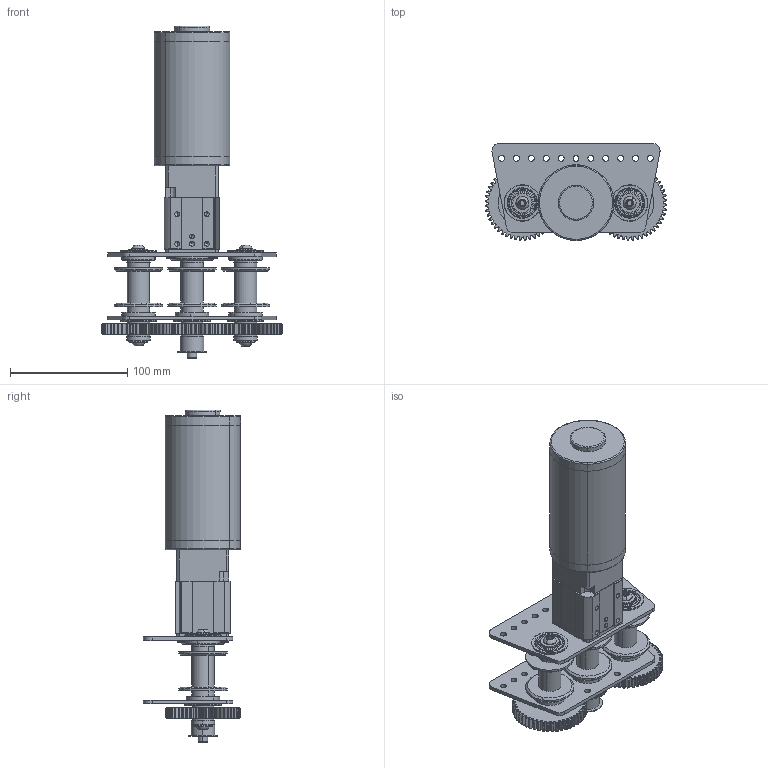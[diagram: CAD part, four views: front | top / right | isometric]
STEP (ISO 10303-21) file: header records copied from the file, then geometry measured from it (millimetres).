
FILE_DESCRIPTION (( 'STEP AP214' ), '1' );
FILE_NAME ('am-5553 Powered Elevator 2 Stage, Cascade Powertrain Kit.STEP', '2024-12-06T13:38:50', ( '' ), ( '' ), 'SwSTEP 2.0', 'SolidWorks 2024', '' );
FILE_SCHEMA (( 'AUTOMOTIVE_DESIGN' ));
Length unit declared in the file: inch
Products named in the file (34): 24T 20DP 500hex 375 FW; 10-32x0500_shcs_HX-SHCS 0.19-32x1.375x1-C; 48T 20DP 500hex 375 FW; am-XXXX - 4_1 w_24T Sun Stage; am-5559 Powered Elevator Powertrain Shaft Support Plate; 57 Sport & CIM Sport 3 in Shaft; Cim Sport Motor Block; FR8ZZ Bearing; 16T Planet Gear; Thrust Washer Blue Sport; am-4883 IOT Drive Shaft; am-5555 Motor Mounting Plate; am-3948-125 500H x 125IN Spacer_Mirror Default; 24T Long Sun Gear; 3_1 Output Stage; 14-20 x 0.500 BHCS_92949A837; am-XXXX - 57 Sport 2 Stage Ring Gear Housing; Output Block; 10-32 X 375 SHCS_90128A940; am-XXXX - 57 Sport 500 Hex Long Output Plug; 12T Short Planet Gear; 10-32x2250_shcs_am-1156 10-32x2250 SHCS; 3_1 Output Stage Carrier Plate; retaining Ring 0500 - Mcm 98410A122_98410A122; am-2986 FR8ZZ Hex Bearing; CIM Motor SW1; am-5553 Powered Elevator 2 Stage, Cascade Powertrain Kit; am-3948-063 500H x 063IN Spacer; 10 fender washer 33203; am-3760 - 12_1 - w_Motor - CIM Sport Long Output Shaft; am-3948-500 500H x 500IN Spacer; am-4403 4-1 SD to 4-1 SD Carrier Plate; 250_washer; am-4647_2000 Full Winch Spool For 2 in. Box Tube
Assembly tree (59 placements, depth 4):
  am-5553 Powered Elevator 2 Stage, Cascade Powertrain Kit
    am-5555 Motor Mounting Plate
    am-5559 Powered Elevator Powertrain Shaft Support Plate
    am-3760 - 12_1 - w_Motor - CIM Sport Long Output Shaft
      Thrust Washer Blue Sport
      am-XXXX - 57 Sport 2 Stage Ring Gear Housing
      3_1 Output Stage
        3_1 Output Stage Carrier Plate
        12T Short Planet Gear  x4
      Cim Sport Motor Block
      10-32x2250_shcs_am-1156 10-32x2250 SHCS  x2
      10-32 X 375 SHCS_90128A940  x2
      am-XXXX - 4_1 w_24T Sun Stage
        am-4403 4-1 SD to 4-1 SD Carrier Plate
        16T Planet Gear  x4
        24T Long Sun Gear
      CIM Motor SW1
      am-XXXX - 57 Sport 500 Hex Long Output Plug
        Output Block
        FR8ZZ Bearing  x2
        retaining Ring 0500 - Mcm 98410A122_98410A122
        57 Sport & CIM Sport 3 in Shaft
    24T 20DP 500hex 375 FW
    am-2986 FR8ZZ Hex Bearing  x5
    am-4647_2000 Full Winch Spool For 2 in. Box Tube  x3
    48T 20DP 500hex 375 FW  x2
    am-4883 IOT Drive Shaft  x2
    am-3948-063 500H x 063IN Spacer  x3
    am-3948-125 500H x 125IN Spacer_Mirror Default  x2
    am-3948-500 500H x 500IN Spacer
    14-20 x 0.500 BHCS_92949A837  x4
    250_washer  x4
    10 fender washer 33203
    10-32x0500_shcs_HX-SHCS 0.19-32x1.375x1-C
Bounding box: 155 x 82.94 x 283.31 mm (x, y, z)
Volume: 712011.2 mm3; surface area: 215089.6 mm2
Topology: 55 solids, 55 shells, 3135 faces, 8373 edges, 5431 vertices
Faces by surface type: cylinder 1963, cone 589, plane 487, torus 52, bspline 36, sphere 8
Entity records: 67280 total; most frequent: CARTESIAN_POINT 15391, DIRECTION 10380, ORIENTED_EDGE 9672, EDGE_CURVE 4836, AXIS2_PLACEMENT_3D 4339, VERTEX_POINT 3160, CIRCLE 2480, EDGE_LOOP 2000
